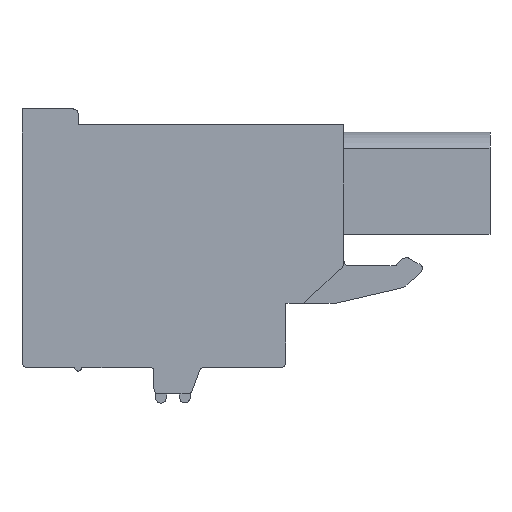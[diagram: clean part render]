
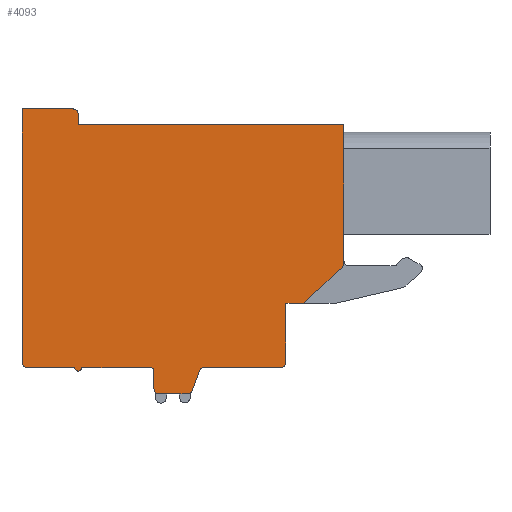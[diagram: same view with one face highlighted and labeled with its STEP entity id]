
A CAD part, left-side view. The second image highlights one B-rep face of the part: STEP entity #4093.
In plain terms, the highlighted planar face has unit normal (-1, 0, 0).
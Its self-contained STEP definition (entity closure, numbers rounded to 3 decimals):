
#223=DIRECTION('',(0.,0.,1.));
#224=VECTOR('',#223,7.87);
#225=CARTESIAN_POINT('',(-15.86,-5.66,-0.91));
#226=LINE('',#225,#224);
#846=CARTESIAN_POINT('',(-15.86,-5.36,-0.91));
#847=DIRECTION('',(1.,0.,0.));
#848=DIRECTION('',(0.,-1.,0.));
#849=AXIS2_PLACEMENT_3D('',#846,#847,#848);
#851=DIRECTION('',(0.,0.731,-0.683));
#852=VECTOR('',#851,3.018);
#853=CARTESIAN_POINT('',(-15.86,-5.565,-1.129));
#854=LINE('',#853,#852);
#855=DIRECTION('',(0.,1.,0.));
#856=VECTOR('',#855,1.);
#857=CARTESIAN_POINT('',(-15.86,-3.36,-3.19));
#858=LINE('',#857,#856);
#859=DIRECTION('',(0.,0.,-1.));
#860=VECTOR('',#859,3.35);
#861=CARTESIAN_POINT('',(-15.86,-2.36,-3.19));
#862=LINE('',#861,#860);
#863=CARTESIAN_POINT('',(-15.86,-2.06,-6.54));
#864=DIRECTION('',(1.,0.,0.));
#865=DIRECTION('',(0.,-1.,0.));
#866=AXIS2_PLACEMENT_3D('',#863,#864,#865);
#868=DIRECTION('',(0.,1.,0.));
#869=VECTOR('',#868,4.34);
#870=CARTESIAN_POINT('',(-15.86,-2.06,-6.84));
#871=LINE('',#870,#869);
#872=CARTESIAN_POINT('',(-15.86,2.28,-7.14));
#873=DIRECTION('',(-1.,0.,0.));
#874=DIRECTION('',(0.,0.,1.));
#875=AXIS2_PLACEMENT_3D('',#872,#873,#874);
#877=DIRECTION('',(0.,0.345,-0.939));
#878=VECTOR('',#877,1.179);
#879=CARTESIAN_POINT('',(-15.86,2.562,-7.037));
#880=LINE('',#879,#878);
#881=CARTESIAN_POINT('',(-15.86,3.25,-8.04));
#882=DIRECTION('',(1.,0.,0.));
#883=DIRECTION('',(0.,-0.939,-0.345));
#884=AXIS2_PLACEMENT_3D('',#881,#882,#883);
#886=DIRECTION('',(0.,1.,0.));
#887=VECTOR('',#886,1.59);
#888=CARTESIAN_POINT('',(-15.86,3.25,-8.34));
#889=LINE('',#888,#887);
#890=CARTESIAN_POINT('',(-15.86,4.84,-8.04));
#891=DIRECTION('',(1.,0.,0.));
#892=DIRECTION('',(0.,0.,-1.));
#893=AXIS2_PLACEMENT_3D('',#890,#891,#892);
#895=DIRECTION('',(0.,0.,1.));
#896=VECTOR('',#895,1.);
#897=CARTESIAN_POINT('',(-15.86,5.14,-8.04));
#898=LINE('',#897,#896);
#899=CARTESIAN_POINT('',(-15.86,5.34,-7.04));
#900=DIRECTION('',(-1.,0.,0.));
#901=DIRECTION('',(0.,-1.,0.));
#902=AXIS2_PLACEMENT_3D('',#899,#900,#901);
#904=DIRECTION('',(0.,1.,0.));
#905=VECTOR('',#904,3.9);
#906=CARTESIAN_POINT('',(-15.86,5.34,-6.84));
#907=LINE('',#906,#905);
#908=CARTESIAN_POINT('',(-15.86,9.44,-6.84));
#909=DIRECTION('',(1.,0.,0.));
#910=DIRECTION('',(0.,-1.,0.));
#911=AXIS2_PLACEMENT_3D('',#908,#909,#910);
#913=DIRECTION('',(0.,1.,0.));
#914=VECTOR('',#913,2.7);
#915=CARTESIAN_POINT('',(-15.86,9.64,-6.84));
#916=LINE('',#915,#914);
#917=CARTESIAN_POINT('',(-15.86,12.34,-6.54));
#918=DIRECTION('',(1.,0.,0.));
#919=DIRECTION('',(0.,0.,-1.));
#920=AXIS2_PLACEMENT_3D('',#917,#918,#919);
#922=DIRECTION('',(0.,0.,1.));
#923=VECTOR('',#922,14.4);
#924=CARTESIAN_POINT('',(-15.86,12.64,-6.54));
#925=LINE('',#924,#923);
#926=DIRECTION('',(0.,-1.,0.));
#927=VECTOR('',#926,2.9);
#928=CARTESIAN_POINT('',(-15.86,12.64,7.86));
#929=LINE('',#928,#927);
#930=CARTESIAN_POINT('',(-15.86,9.74,7.56));
#931=DIRECTION('',(1.,0.,0.));
#932=DIRECTION('',(0.,0.,1.));
#933=AXIS2_PLACEMENT_3D('',#930,#931,#932);
#935=DIRECTION('',(0.,0.,-1.));
#936=VECTOR('',#935,0.6);
#937=CARTESIAN_POINT('',(-15.86,9.44,7.56));
#938=LINE('',#937,#936);
#939=DIRECTION('',(0.,-1.,0.));
#940=VECTOR('',#939,15.1);
#941=CARTESIAN_POINT('',(-15.86,9.44,6.96));
#942=LINE('',#941,#940);
#2335=CARTESIAN_POINT('',(-15.86,9.44,6.96));
#2336=CARTESIAN_POINT('',(-15.86,-5.66,6.96));
#2337=VERTEX_POINT('',#2335);
#2338=VERTEX_POINT('',#2336);
#2339=CARTESIAN_POINT('',(-15.86,-5.66,-0.91));
#2340=CARTESIAN_POINT('',(-15.86,-5.565,-1.129));
#2341=VERTEX_POINT('',#2339);
#2342=VERTEX_POINT('',#2340);
#2343=CARTESIAN_POINT('',(-15.86,-3.36,-3.19));
#2344=VERTEX_POINT('',#2343);
#2345=CARTESIAN_POINT('',(-15.86,-2.36,-3.19));
#2346=VERTEX_POINT('',#2345);
#2347=CARTESIAN_POINT('',(-15.86,-2.36,-6.54));
#2348=VERTEX_POINT('',#2347);
#2349=CARTESIAN_POINT('',(-15.86,-2.06,-6.84));
#2350=VERTEX_POINT('',#2349);
#2351=CARTESIAN_POINT('',(-15.86,2.28,-6.84));
#2352=VERTEX_POINT('',#2351);
#2353=CARTESIAN_POINT('',(-15.86,2.562,-7.037));
#2354=VERTEX_POINT('',#2353);
#2355=CARTESIAN_POINT('',(-15.86,2.968,-8.143));
#2356=VERTEX_POINT('',#2355);
#2357=CARTESIAN_POINT('',(-15.86,3.25,-8.34));
#2358=VERTEX_POINT('',#2357);
#2359=CARTESIAN_POINT('',(-15.86,4.84,-8.34));
#2360=VERTEX_POINT('',#2359);
#2361=CARTESIAN_POINT('',(-15.86,5.14,-8.04));
#2362=VERTEX_POINT('',#2361);
#2363=CARTESIAN_POINT('',(-15.86,5.14,-7.04));
#2364=VERTEX_POINT('',#2363);
#2365=CARTESIAN_POINT('',(-15.86,5.34,-6.84));
#2366=VERTEX_POINT('',#2365);
#2367=CARTESIAN_POINT('',(-15.86,9.24,-6.84));
#2368=VERTEX_POINT('',#2367);
#2369=CARTESIAN_POINT('',(-15.86,9.64,-6.84));
#2370=VERTEX_POINT('',#2369);
#2371=CARTESIAN_POINT('',(-15.86,12.34,-6.84));
#2372=VERTEX_POINT('',#2371);
#2373=CARTESIAN_POINT('',(-15.86,12.64,-6.54));
#2374=VERTEX_POINT('',#2373);
#2375=CARTESIAN_POINT('',(-15.86,12.64,7.86));
#2376=VERTEX_POINT('',#2375);
#2377=CARTESIAN_POINT('',(-15.86,9.74,7.86));
#2378=VERTEX_POINT('',#2377);
#2379=CARTESIAN_POINT('',(-15.86,9.44,7.56));
#2380=VERTEX_POINT('',#2379);
#4044=CARTESIAN_POINT('',(-15.86,0.,0.));
#4045=DIRECTION('',(1.,0.,0.));
#4046=DIRECTION('',(0.,-1.,0.));
#4047=AXIS2_PLACEMENT_3D('',#4044,#4045,#4046);
#4048=PLANE('',#4047);
#4049=ORIENTED_EDGE('',*,*,#3068,.F.);
#4050=ORIENTED_EDGE('',*,*,#4024,.T.);
#4051=ORIENTED_EDGE('',*,*,#3950,.T.);
#4052=ORIENTED_EDGE('',*,*,#3924,.T.);
#4054=ORIENTED_EDGE('',*,*,#4053,.T.);
#4056=ORIENTED_EDGE('',*,*,#4055,.T.);
#4058=ORIENTED_EDGE('',*,*,#4057,.T.);
#4060=ORIENTED_EDGE('',*,*,#4059,.T.);
#4062=ORIENTED_EDGE('',*,*,#4061,.T.);
#4064=ORIENTED_EDGE('',*,*,#4063,.T.);
#4066=ORIENTED_EDGE('',*,*,#4065,.T.);
#4068=ORIENTED_EDGE('',*,*,#4067,.T.);
#4070=ORIENTED_EDGE('',*,*,#4069,.T.);
#4072=ORIENTED_EDGE('',*,*,#4071,.T.);
#4074=ORIENTED_EDGE('',*,*,#4073,.T.);
#4076=ORIENTED_EDGE('',*,*,#4075,.T.);
#4078=ORIENTED_EDGE('',*,*,#4077,.T.);
#4080=ORIENTED_EDGE('',*,*,#4079,.T.);
#4082=ORIENTED_EDGE('',*,*,#4081,.T.);
#4084=ORIENTED_EDGE('',*,*,#4083,.T.);
#4086=ORIENTED_EDGE('',*,*,#4085,.T.);
#4088=ORIENTED_EDGE('',*,*,#4087,.T.);
#4090=ORIENTED_EDGE('',*,*,#4089,.T.);
#4091=EDGE_LOOP('',(#4049,#4050,#4051,#4052,#4054,#4056,#4058,#4060,#4062,#4064,
#4066,#4068,#4070,#4072,#4074,#4076,#4078,#4080,#4082,#4084,#4086,#4088,#4090));
#4092=FACE_OUTER_BOUND('',#4091,.F.);
#4093=ADVANCED_FACE('',(#4092),#4048,.F.);
#850=CIRCLE('',#849,0.3);
#867=CIRCLE('',#866,0.3);
#876=CIRCLE('',#875,0.3);
#885=CIRCLE('',#884,0.3);
#894=CIRCLE('',#893,0.3);
#903=CIRCLE('',#902,0.2);
#912=CIRCLE('',#911,0.2);
#921=CIRCLE('',#920,0.3);
#934=CIRCLE('',#933,0.3);
#3068=EDGE_CURVE('',#2341,#2338,#226,.T.);
#3924=EDGE_CURVE('',#2344,#2346,#858,.T.);
#3950=EDGE_CURVE('',#2342,#2344,#854,.T.);
#4024=EDGE_CURVE('',#2341,#2342,#850,.T.);
#4053=EDGE_CURVE('',#2346,#2348,#862,.T.);
#4055=EDGE_CURVE('',#2348,#2350,#867,.T.);
#4057=EDGE_CURVE('',#2350,#2352,#871,.T.);
#4059=EDGE_CURVE('',#2352,#2354,#876,.T.);
#4061=EDGE_CURVE('',#2354,#2356,#880,.T.);
#4063=EDGE_CURVE('',#2356,#2358,#885,.T.);
#4065=EDGE_CURVE('',#2358,#2360,#889,.T.);
#4067=EDGE_CURVE('',#2360,#2362,#894,.T.);
#4069=EDGE_CURVE('',#2362,#2364,#898,.T.);
#4071=EDGE_CURVE('',#2364,#2366,#903,.T.);
#4073=EDGE_CURVE('',#2366,#2368,#907,.T.);
#4075=EDGE_CURVE('',#2368,#2370,#912,.T.);
#4077=EDGE_CURVE('',#2370,#2372,#916,.T.);
#4079=EDGE_CURVE('',#2372,#2374,#921,.T.);
#4081=EDGE_CURVE('',#2374,#2376,#925,.T.);
#4083=EDGE_CURVE('',#2376,#2378,#929,.T.);
#4085=EDGE_CURVE('',#2378,#2380,#934,.T.);
#4087=EDGE_CURVE('',#2380,#2337,#938,.T.);
#4089=EDGE_CURVE('',#2337,#2338,#942,.T.);
